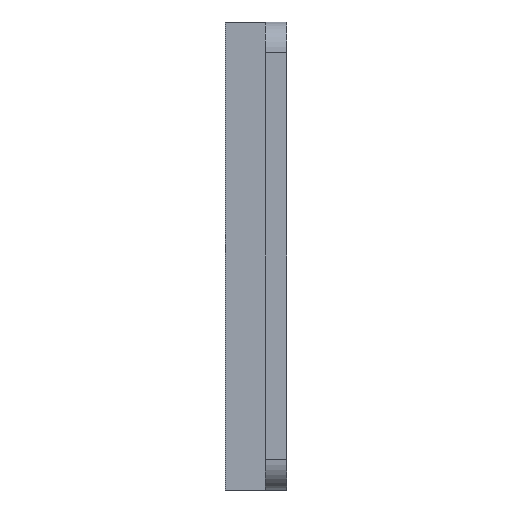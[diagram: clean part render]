
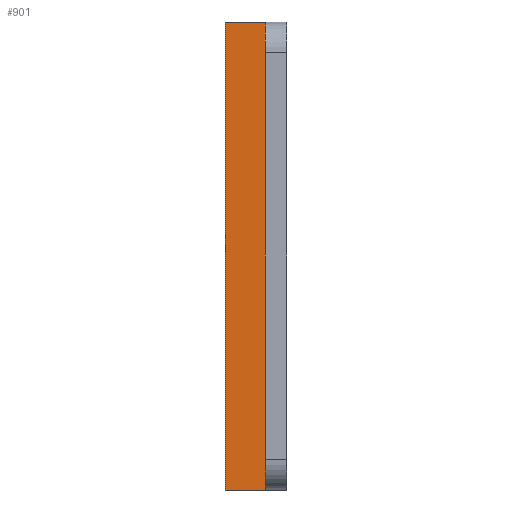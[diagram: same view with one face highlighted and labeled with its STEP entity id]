
A CAD part, left-side view. The second image highlights one B-rep face of the part: STEP entity #901.
In plain terms, the highlighted planar face has unit normal (-1, 0, 0).
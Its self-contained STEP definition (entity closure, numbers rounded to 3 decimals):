
#2 = CARTESIAN_POINT ( 'NONE',  ( -44.5, 10., -38. ) ) ;
#24 = FACE_OUTER_BOUND ( 'NONE', #467, .T. ) ;
#73 = PLANE ( 'NONE',  #428 ) ;
#81 = DIRECTION ( 'NONE',  ( 0., -1., 0. ) ) ;
#94 = ORIENTED_EDGE ( 'NONE', *, *, #947, .F. ) ;
#162 = VERTEX_POINT ( 'NONE', #783 ) ;
#167 = VECTOR ( 'NONE', #81, 1000. ) ;
#177 = CARTESIAN_POINT ( 'NONE',  ( -44.5, 3.5, -38. ) ) ;
#213 = CARTESIAN_POINT ( 'NONE',  ( -44.5, 3.5, 38. ) ) ;
#247 = CARTESIAN_POINT ( 'NONE',  ( -44.5, 10., -38. ) ) ;
#274 = CARTESIAN_POINT ( 'NONE',  ( -44.5, 10., 38. ) ) ;
#283 = DIRECTION ( 'NONE',  ( 0., -1., 0. ) ) ;
#343 = LINE ( 'NONE', #274, #167 ) ;
#350 = CARTESIAN_POINT ( 'NONE',  ( -44.5, 10., 38. ) ) ;
#354 = CARTESIAN_POINT ( 'NONE',  ( -44.5, 3.5, 38. ) ) ;
#421 = VERTEX_POINT ( 'NONE', #247 ) ;
#428 = AXIS2_PLACEMENT_3D ( 'NONE', #350, #712, #1198 ) ;
#429 = LINE ( 'NONE', #354, #1062 ) ;
#467 = EDGE_LOOP ( 'NONE', ( #472, #94, #821, #775 ) ) ;
#472 = ORIENTED_EDGE ( 'NONE', *, *, #536, .T. ) ;
#507 = VECTOR ( 'NONE', #660, 1000. ) ;
#511 = VECTOR ( 'NONE', #283, 1000. ) ;
#536 = EDGE_CURVE ( 'NONE', #421, #572, #993, .T. ) ;
#572 = VERTEX_POINT ( 'NONE', #177 ) ;
#575 = EDGE_CURVE ( 'NONE', #162, #1072, #343, .T. ) ;
#660 = DIRECTION ( 'NONE',  ( 0., 0., -1. ) ) ;
#700 = EDGE_CURVE ( 'NONE', #162, #421, #847, .T. ) ;
#712 = DIRECTION ( 'NONE',  ( 1., 0., 0. ) ) ;
#730 = DIRECTION ( 'NONE',  ( 0., 0., -1. ) ) ;
#775 = ORIENTED_EDGE ( 'NONE', *, *, #700, .T. ) ;
#783 = CARTESIAN_POINT ( 'NONE',  ( -44.5, 10., 38. ) ) ;
#821 = ORIENTED_EDGE ( 'NONE', *, *, #575, .F. ) ;
#847 = LINE ( 'NONE', #1048, #507 ) ;
#901 = ADVANCED_FACE ( 'NONE', ( #24 ), #73, .F. ) ;
#947 = EDGE_CURVE ( 'NONE', #1072, #572, #429, .T. ) ;
#993 = LINE ( 'NONE', #2, #511 ) ;
#1048 = CARTESIAN_POINT ( 'NONE',  ( -44.5, 10., 38. ) ) ;
#1062 = VECTOR ( 'NONE', #730, 1000. ) ;
#1072 = VERTEX_POINT ( 'NONE', #213 ) ;
#1198 = DIRECTION ( 'NONE',  ( 0., 0., -1. ) ) ;
